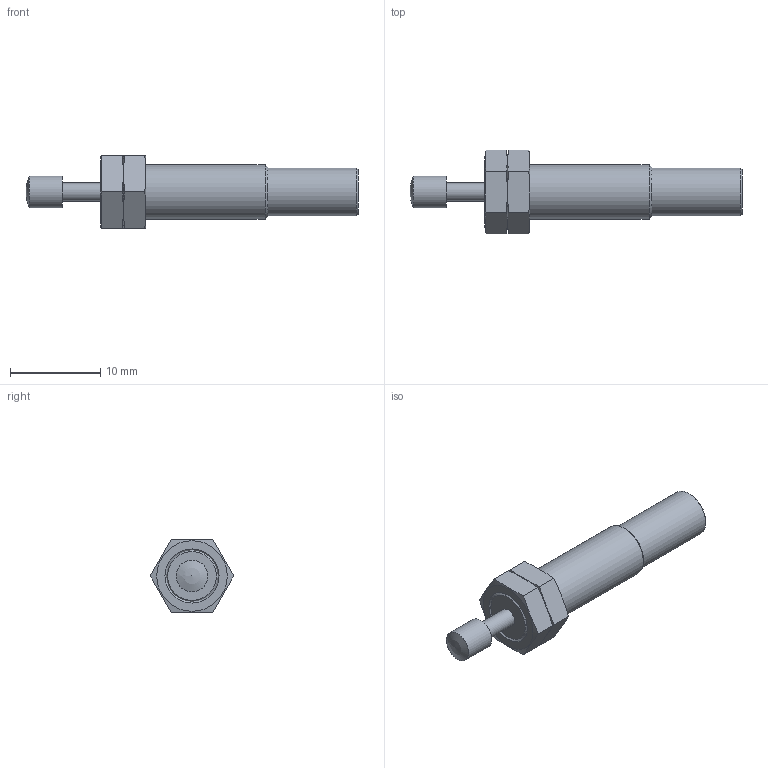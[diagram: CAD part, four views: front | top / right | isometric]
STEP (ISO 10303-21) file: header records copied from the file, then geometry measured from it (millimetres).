
FILE_DESCRIPTION(/* description */ ('STEP AP214'),/* implementation_level */ '2;1');
FILE_NAME(/* name */ '540060_YSR-4-4-C',/* time_stamp */ '2024-09-18T13:39:22+02:00',/* author */ ('License CC BY-ND 4.0'),/* organization */ ('CADENAS'),/* preprocessor_version */ 'ST-DEVELOPER v19.3',/* originating_system */ 'PARTsolutions',/* authorisation */ ' ');
FILE_SCHEMA (('AUTOMOTIVE_DESIGN {1 0 10303 214 3 1 1}'));
Length unit declared in the file: millimetre
Products named in the file (3): 540060 YSR-4-4-C---(0_OUT); 540060 YSR-4-4-C---(0_OUT)-P; 685834 Flachmutter M6X0.5-2.5-8
Assembly tree (3 placements, depth 2):
  540060 YSR-4-4-C---(0_OUT)
    540060 YSR-4-4-C---(0_OUT)-P
    685834 Flachmutter M6X0.5-2.5-8  x2
Bounding box: 36.8 x 9.24 x 8 mm (x, y, z)
Volume: 942.3 mm3; surface area: 990.3 mm2
Topology: 3 solids, 3 shells, 45 faces, 101 edges, 65 vertices
Faces by surface type: plane 27, cone 11, cylinder 6, sphere 1
Full cylindrical faces by diameter (mm): 2 x1, 3.5 x1, 5.3 x1, 5.459 x2, 6 x1
Entity records: 869 total; most frequent: CARTESIAN_POINT 166, DIRECTION 130, ORIENTED_EDGE 106, EDGE_CURVE 53, AXIS2_PLACEMENT_3D 53, EDGE_LOOP 50, FACE_BOUND 50, VERTEX_POINT 41
